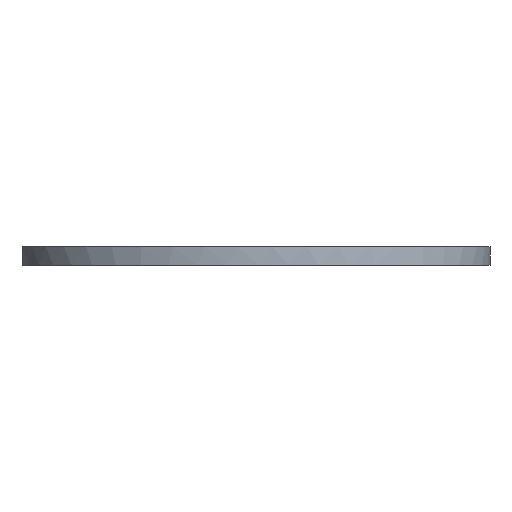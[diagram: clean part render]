
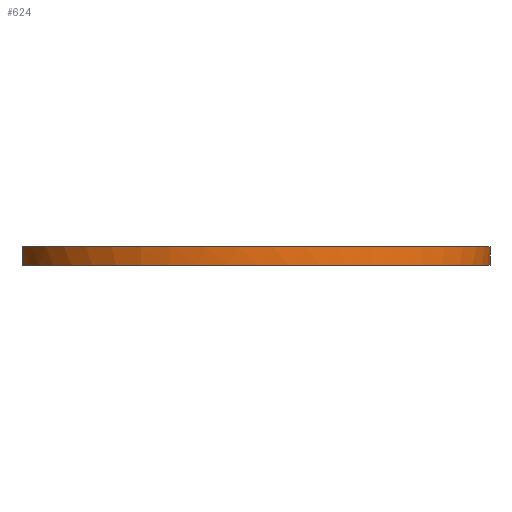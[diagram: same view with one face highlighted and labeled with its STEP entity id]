
A CAD part, left-side view. The second image highlights one B-rep face of the part: STEP entity #624.
In plain terms, the highlighted free-form (B-spline) face has degree [1, 2] with [2, 5] control points.
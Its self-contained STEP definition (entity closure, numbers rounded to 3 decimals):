
#18=(
BOUNDED_SURFACE()
B_SPLINE_SURFACE(1,2,((#1157,#1158,#1159,#1160,#1161),(#1162,#1163,#1164,
#1165,#1166)),.UNSPECIFIED.,.F.,.F.,.F.)
B_SPLINE_SURFACE_WITH_KNOTS((2,2),(3,2,3),(-0.026,0.053),
(0.,1.468,2.935),.UNSPECIFIED.)
GEOMETRIC_REPRESENTATION_ITEM()
RATIONAL_B_SPLINE_SURFACE(((1.,0.743,1.,0.743,1.),
(1.,0.743,1.,0.743,1.)))
REPRESENTATION_ITEM('')
SURFACE()
);
#49=ELLIPSE('',#650,37.981,30.);
#56=ELLIPSE('',#714,37.981,30.);
#79=LINE('',#1153,#106);
#106=VECTOR('',#884,10.);
#208=FACE_OUTER_BOUND('',#254,.T.);
#254=EDGE_LOOP('',(#543,#544,#545,#546));
#280=B_SPLINE_CURVE_WITH_KNOTS('',3,(#984,#985,#986,#987),.UNSPECIFIED.,
 .F.,.F.,(4,4),(0.1,0.4),.UNSPECIFIED.);
#281=VERTEX_POINT('',#950);
#284=VERTEX_POINT('',#970);
#287=VERTEX_POINT('',#995);
#332=VERTEX_POINT('',#1152);
#342=EDGE_CURVE('',#284,#281,#280,.T.);
#346=EDGE_CURVE('',#281,#287,#49,.T.);
#411=EDGE_CURVE('',#332,#287,#79,.T.);
#414=EDGE_CURVE('',#332,#284,#56,.T.);
#543=ORIENTED_EDGE('',*,*,#342,.F.);
#544=ORIENTED_EDGE('',*,*,#414,.F.);
#545=ORIENTED_EDGE('',*,*,#411,.T.);
#546=ORIENTED_EDGE('',*,*,#346,.F.);
#624=ADVANCED_FACE('',(#208),#18,.F.);
#650=AXIS2_PLACEMENT_3D('',#996,#739,#740);
#714=AXIS2_PLACEMENT_3D('',#1167,#888,#889);
#739=DIRECTION('center_axis',(0.,0.,1.));
#740=DIRECTION('ref_axis',(0.,-1.,0.));
#884=DIRECTION('',(0.,0.,1.));
#888=DIRECTION('center_axis',(0.,0.,-1.));
#889=DIRECTION('ref_axis',(0.,-1.,0.));
#950=CARTESIAN_POINT('',(-6.152,67.155,23.));
#970=CARTESIAN_POINT('',(-6.152,67.155,20.));
#984=CARTESIAN_POINT('Ctrl Pts',(-6.152,67.155,20.));
#985=CARTESIAN_POINT('Ctrl Pts',(-6.152,67.155,21.));
#986=CARTESIAN_POINT('Ctrl Pts',(-6.152,67.155,22.));
#987=CARTESIAN_POINT('Ctrl Pts',(-6.152,67.155,23.));
#995=CARTESIAN_POINT('',(0.,-8.,23.));
#996=CARTESIAN_POINT('Origin',(0.,29.981,23.));
#1152=CARTESIAN_POINT('',(0.,-8.,20.));
#1153=CARTESIAN_POINT('',(0.,-8.,22.));
#1157=CARTESIAN_POINT('Ctrl Pts',(0.,-8.,23.));
#1158=CARTESIAN_POINT('Ctrl Pts',(-27.052,-8.,23.));
#1159=CARTESIAN_POINT('Ctrl Pts',(-29.84,26.066,23.));
#1160=CARTESIAN_POINT('Ctrl Pts',(-32.629,60.132,23.));
#1161=CARTESIAN_POINT('Ctrl Pts',(-6.152,67.155,23.));
#1162=CARTESIAN_POINT('Ctrl Pts',(0.,-8.,20.));
#1163=CARTESIAN_POINT('Ctrl Pts',(-27.052,-8.,20.));
#1164=CARTESIAN_POINT('Ctrl Pts',(-29.84,26.066,20.));
#1165=CARTESIAN_POINT('Ctrl Pts',(-32.629,60.132,20.));
#1166=CARTESIAN_POINT('Ctrl Pts',(-6.152,67.155,20.));
#1167=CARTESIAN_POINT('Origin',(0.,29.981,20.));
